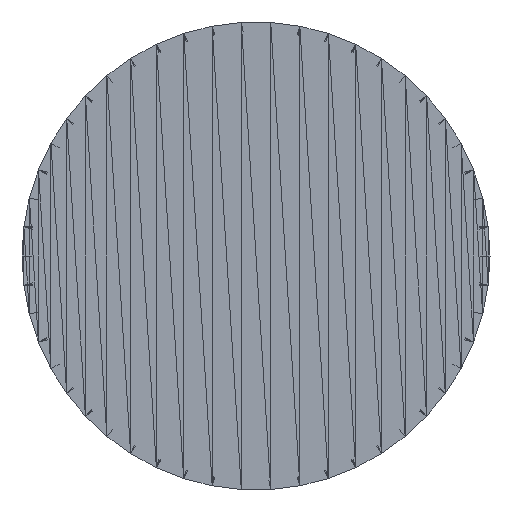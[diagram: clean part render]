
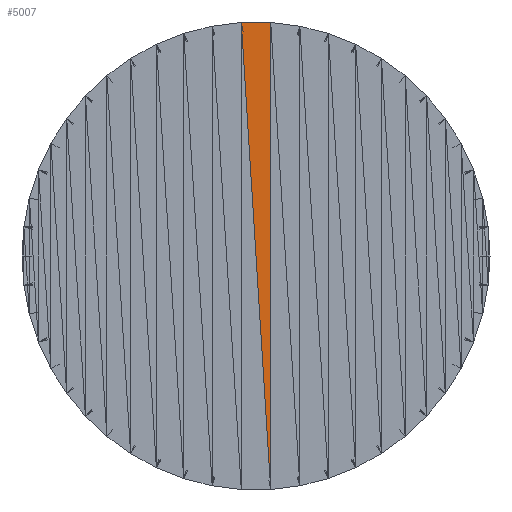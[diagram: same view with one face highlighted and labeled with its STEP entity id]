
A CAD part, top view. The second image highlights one B-rep face of the part: STEP entity #5007.
In plain terms, the highlighted planar face has unit normal (0, 0, 1).
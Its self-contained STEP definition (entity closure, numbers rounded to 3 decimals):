
#531 = VERTEX_POINT('',#532);
#532 = CARTESIAN_POINT('',(0.182,2.894,0.));
#546 = PLANE('',#547);
#547 = AXIS2_PLACEMENT_3D('',#548,#549,#550);
#548 = CARTESIAN_POINT('',(0.043,2.249,
    -0.785));
#549 = DIRECTION('',(0.,0.773,-0.635)
  );
#550 = DIRECTION('',(0.,0.635,0.773)
  );
#1178 = VERTEX_POINT('',#1179);
#1179 = CARTESIAN_POINT('',(0.182,-2.894,0.));
#1219 = PLANE('',#1220);
#1220 = AXIS2_PLACEMENT_3D('',#1221,#1222,#1223);
#1221 = CARTESIAN_POINT('',(-0.088,-0.088,0.)
  );
#1222 = DIRECTION('',(0.,0.,1.));
#1223 = DIRECTION('',(1.,0.,-0.));
#1336 = PLANE('',#1337);
#1337 = AXIS2_PLACEMENT_3D('',#1338,#1339,#1340);
#1338 = CARTESIAN_POINT('',(0.275,-0.077,0.));
#1339 = DIRECTION('',(0.,0.,1.));
#1340 = DIRECTION('',(1.,0.,-0.));
#4980 = EDGE_CURVE('',#531,#1178,#4981,.T.);
#4981 = SURFACE_CURVE('',#4982,(#4986,#4993),.PCURVE_S1.);
#4982 = LINE('',#4983,#4984);
#4983 = CARTESIAN_POINT('',(0.182,2.894,0.));
#4984 = VECTOR('',#4985,1.);
#4985 = DIRECTION('',(0.,-1.,0.));
#4986 = PCURVE('',#1336,#4987);
#4987 = DEFINITIONAL_REPRESENTATION('',(#4988),#4992);
#4988 = LINE('',#4989,#4990);
#4989 = CARTESIAN_POINT('',(-0.093,2.971));
#4990 = VECTOR('',#4991,1.);
#4991 = DIRECTION('',(0.,-1.));
#4992 = ( GEOMETRIC_REPRESENTATION_CONTEXT(2) 
PARAMETRIC_REPRESENTATION_CONTEXT() REPRESENTATION_CONTEXT('2D SPACE',''
  ) );
#4993 = PCURVE('',#4994,#4999);
#4994 = PLANE('',#4995);
#4995 = AXIS2_PLACEMENT_3D('',#4996,#4997,#4998);
#4996 = CARTESIAN_POINT('',(0.088,0.088,0.));
#4997 = DIRECTION('',(0.,0.,1.));
#4998 = DIRECTION('',(1.,0.,-0.));
#4999 = DEFINITIONAL_REPRESENTATION('',(#5000),#5004);
#5000 = LINE('',#5001,#5002);
#5001 = CARTESIAN_POINT('',(0.094,2.806));
#5002 = VECTOR('',#5003,1.);
#5003 = DIRECTION('',(0.,-1.));
#5004 = ( GEOMETRIC_REPRESENTATION_CONTEXT(2) 
PARAMETRIC_REPRESENTATION_CONTEXT() REPRESENTATION_CONTEXT('2D SPACE',''
  ) );
#5007 = ADVANCED_FACE('',(#5008),#4994,.T.);
#5008 = FACE_BOUND('',#5009,.T.);
#5009 = EDGE_LOOP('',(#5010,#5033,#5034));
#5010 = ORIENTED_EDGE('',*,*,#5011,.T.);
#5011 = EDGE_CURVE('',#5012,#1178,#5014,.T.);
#5012 = VERTEX_POINT('',#5013);
#5013 = CARTESIAN_POINT('',(-0.182,2.894,0.));
#5014 = SURFACE_CURVE('',#5015,(#5019,#5026),.PCURVE_S1.);
#5015 = LINE('',#5016,#5017);
#5016 = CARTESIAN_POINT('',(-0.182,2.894,0.));
#5017 = VECTOR('',#5018,1.);
#5018 = DIRECTION('',(0.063,-0.998,0.));
#5019 = PCURVE('',#4994,#5020);
#5020 = DEFINITIONAL_REPRESENTATION('',(#5021),#5025);
#5021 = LINE('',#5022,#5023);
#5022 = CARTESIAN_POINT('',(-0.27,2.806));
#5023 = VECTOR('',#5024,1.);
#5024 = DIRECTION('',(0.063,-0.998));
#5025 = ( GEOMETRIC_REPRESENTATION_CONTEXT(2) 
PARAMETRIC_REPRESENTATION_CONTEXT() REPRESENTATION_CONTEXT('2D SPACE',''
  ) );
#5026 = PCURVE('',#1219,#5027);
#5027 = DEFINITIONAL_REPRESENTATION('',(#5028),#5032);
#5028 = LINE('',#5029,#5030);
#5029 = CARTESIAN_POINT('',(-0.094,2.982));
#5030 = VECTOR('',#5031,1.);
#5031 = DIRECTION('',(0.063,-0.998));
#5032 = ( GEOMETRIC_REPRESENTATION_CONTEXT(2) 
PARAMETRIC_REPRESENTATION_CONTEXT() REPRESENTATION_CONTEXT('2D SPACE',''
  ) );
#5033 = ORIENTED_EDGE('',*,*,#4980,.F.);
#5034 = ORIENTED_EDGE('',*,*,#5035,.F.);
#5035 = EDGE_CURVE('',#5012,#531,#5036,.T.);
#5036 = SURFACE_CURVE('',#5037,(#5041,#5048),.PCURVE_S1.);
#5037 = LINE('',#5038,#5039);
#5038 = CARTESIAN_POINT('',(-0.182,2.894,0.));
#5039 = VECTOR('',#5040,1.);
#5040 = DIRECTION('',(1.,0.,0.));
#5041 = PCURVE('',#4994,#5042);
#5042 = DEFINITIONAL_REPRESENTATION('',(#5043),#5047);
#5043 = LINE('',#5044,#5045);
#5044 = CARTESIAN_POINT('',(-0.27,2.806));
#5045 = VECTOR('',#5046,1.);
#5046 = DIRECTION('',(1.,0.));
#5047 = ( GEOMETRIC_REPRESENTATION_CONTEXT(2) 
PARAMETRIC_REPRESENTATION_CONTEXT() REPRESENTATION_CONTEXT('2D SPACE',''
  ) );
#5048 = PCURVE('',#546,#5049);
#5049 = DEFINITIONAL_REPRESENTATION('',(#5050),#5054);
#5050 = LINE('',#5051,#5052);
#5051 = CARTESIAN_POINT('',(1.017,-0.225));
#5052 = VECTOR('',#5053,1.);
#5053 = DIRECTION('',(0.,1.));
#5054 = ( GEOMETRIC_REPRESENTATION_CONTEXT(2) 
PARAMETRIC_REPRESENTATION_CONTEXT() REPRESENTATION_CONTEXT('2D SPACE',''
  ) );
